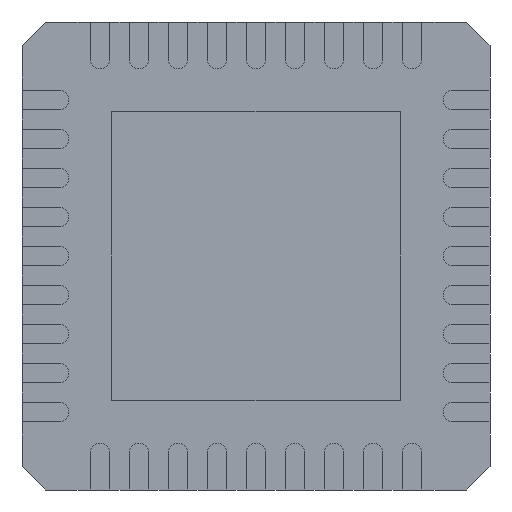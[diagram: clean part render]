
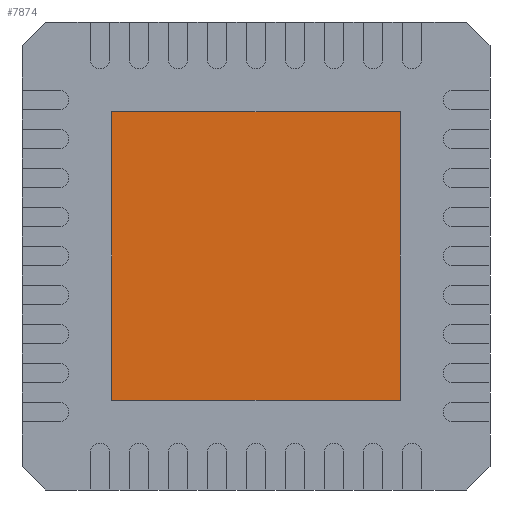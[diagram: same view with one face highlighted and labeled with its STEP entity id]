
A CAD part, front view. The second image highlights one B-rep face of the part: STEP entity #7874.
In plain terms, the highlighted planar face has unit normal (0, -1, 0).
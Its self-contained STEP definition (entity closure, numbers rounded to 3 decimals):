
#613=PLANE('',#8364);
#972=FACE_OUTER_BOUND('',#1369,.T.);
#1369=EDGE_LOOP('',(#6625,#6626,#6627,#6628));
#2075=LINE('',#11873,#3024);
#2078=LINE('',#11878,#3027);
#2080=LINE('',#11882,#3029);
#2082=LINE('',#11885,#3031);
#3024=VECTOR('',#9756,10.);
#3027=VECTOR('',#9761,10.);
#3029=VECTOR('',#9765,10.);
#3031=VECTOR('',#9769,10.);
#3964=VERTEX_POINT('',#11871);
#3965=VERTEX_POINT('',#11872);
#3966=VERTEX_POINT('',#11877);
#3967=VERTEX_POINT('',#11881);
#4899=EDGE_CURVE('',#3964,#3965,#2075,.T.);
#4902=EDGE_CURVE('',#3966,#3964,#2078,.T.);
#4904=EDGE_CURVE('',#3967,#3966,#2080,.T.);
#4906=EDGE_CURVE('',#3965,#3967,#2082,.T.);
#6625=ORIENTED_EDGE('',*,*,#4906,.F.);
#6626=ORIENTED_EDGE('',*,*,#4899,.F.);
#6627=ORIENTED_EDGE('',*,*,#4902,.F.);
#6628=ORIENTED_EDGE('',*,*,#4904,.F.);
#7874=ADVANCED_FACE('',(#972),#613,.T.);
#8364=AXIS2_PLACEMENT_3D('',#11886,#9770,#9771);
#9756=DIRECTION('',(0.,0.,1.));
#9761=DIRECTION('',(-1.,0.,0.));
#9765=DIRECTION('',(0.,0.,-1.));
#9769=DIRECTION('',(1.,0.,0.));
#9770=DIRECTION('center_axis',(0.,-1.,0.));
#9771=DIRECTION('ref_axis',(0.,0.,-1.));
#11871=CARTESIAN_POINT('',(-1.85,0.,-1.85));
#11872=CARTESIAN_POINT('',(-1.85,0.,1.85));
#11873=CARTESIAN_POINT('',(-1.85,0.,-1.85));
#11877=CARTESIAN_POINT('',(1.85,0.,-1.85));
#11878=CARTESIAN_POINT('',(1.85,0.,-1.85));
#11881=CARTESIAN_POINT('',(1.85,0.,1.85));
#11882=CARTESIAN_POINT('',(1.85,0.,1.85));
#11885=CARTESIAN_POINT('',(-1.85,0.,1.85));
#11886=CARTESIAN_POINT('Origin',(0.,0.,0.));
